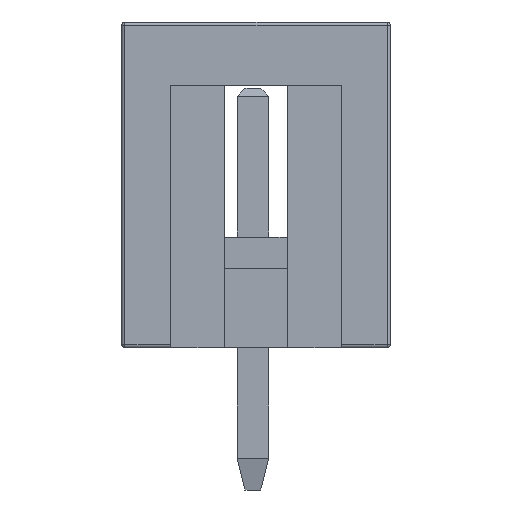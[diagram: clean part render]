
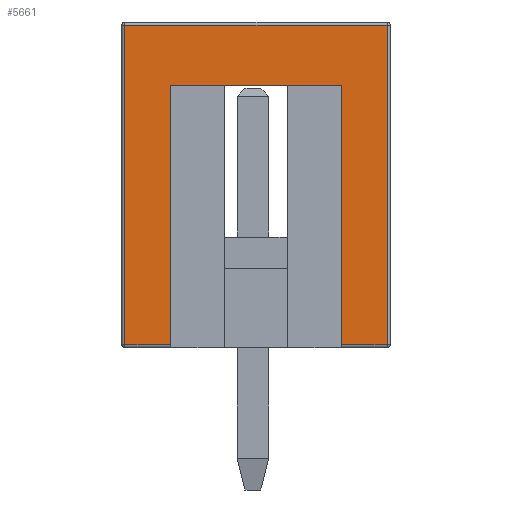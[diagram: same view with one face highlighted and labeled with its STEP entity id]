
A CAD part, left-side view. The second image highlights one B-rep face of the part: STEP entity #5661.
In plain terms, the highlighted planar face has unit normal (-1, 0, 0).
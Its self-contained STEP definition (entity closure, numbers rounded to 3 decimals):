
#2552 = VERTEX_POINT('',#2553);
#2553 = CARTESIAN_POINT('',(-2.8,-4.25,0.1));
#2560 = EDGE_CURVE('',#2552,#2561,#2563,.T.);
#2561 = VERTEX_POINT('',#2562);
#2562 = CARTESIAN_POINT('',(-2.8,-4.25,10.2));
#2563 = LINE('',#2564,#2565);
#2564 = CARTESIAN_POINT('',(-2.8,-4.25,0.));
#2565 = VECTOR('',#2566,1.);
#2566 = DIRECTION('',(0.,0.,1.));
#5661 = ADVANCED_FACE('',(#5662),#5719,.F.);
#5662 = FACE_BOUND('',#5663,.F.);
#5663 = EDGE_LOOP('',(#5664,#5665,#5673,#5681,#5689,#5697,#5705,#5713));
#5664 = ORIENTED_EDGE('',*,*,#2560,.F.);
#5665 = ORIENTED_EDGE('',*,*,#5666,.F.);
#5666 = EDGE_CURVE('',#5667,#2552,#5669,.T.);
#5667 = VERTEX_POINT('',#5668);
#5668 = CARTESIAN_POINT('',(-2.8,-2.8,0.1));
#5669 = LINE('',#5670,#5671);
#5670 = CARTESIAN_POINT('',(-2.8,4.15,0.1));
#5671 = VECTOR('',#5672,1.);
#5672 = DIRECTION('',(0.,-1.,0.));
#5673 = ORIENTED_EDGE('',*,*,#5674,.F.);
#5674 = EDGE_CURVE('',#5675,#5667,#5677,.T.);
#5675 = VERTEX_POINT('',#5676);
#5676 = CARTESIAN_POINT('',(-2.8,-2.8,8.3));
#5677 = LINE('',#5678,#5679);
#5678 = CARTESIAN_POINT('',(-2.8,-2.8,4.15));
#5679 = VECTOR('',#5680,1.);
#5680 = DIRECTION('',(0.,0.,-1.));
#5681 = ORIENTED_EDGE('',*,*,#5682,.F.);
#5682 = EDGE_CURVE('',#5683,#5675,#5685,.T.);
#5683 = VERTEX_POINT('',#5684);
#5684 = CARTESIAN_POINT('',(-2.8,2.6,8.3));
#5685 = LINE('',#5686,#5687);
#5686 = CARTESIAN_POINT('',(-2.8,2.025,8.3));
#5687 = VECTOR('',#5688,1.);
#5688 = DIRECTION('',(0.,-1.,0.));
#5689 = ORIENTED_EDGE('',*,*,#5690,.F.);
#5690 = EDGE_CURVE('',#5691,#5683,#5693,.T.);
#5691 = VERTEX_POINT('',#5692);
#5692 = CARTESIAN_POINT('',(-2.8,2.6,0.1));
#5693 = LINE('',#5694,#5695);
#5694 = CARTESIAN_POINT('',(-2.8,2.6,-4.15));
#5695 = VECTOR('',#5696,1.);
#5696 = DIRECTION('',(0.,0.,1.));
#5697 = ORIENTED_EDGE('',*,*,#5698,.F.);
#5698 = EDGE_CURVE('',#5699,#5691,#5701,.T.);
#5699 = VERTEX_POINT('',#5700);
#5700 = CARTESIAN_POINT('',(-2.8,4.05,0.1));
#5701 = LINE('',#5702,#5703);
#5702 = CARTESIAN_POINT('',(-2.8,4.15,0.1));
#5703 = VECTOR('',#5704,1.);
#5704 = DIRECTION('',(0.,-1.,0.));
#5705 = ORIENTED_EDGE('',*,*,#5706,.T.);
#5706 = EDGE_CURVE('',#5699,#5707,#5709,.T.);
#5707 = VERTEX_POINT('',#5708);
#5708 = CARTESIAN_POINT('',(-2.8,4.05,10.2));
#5709 = LINE('',#5710,#5711);
#5710 = CARTESIAN_POINT('',(-2.8,4.05,0.));
#5711 = VECTOR('',#5712,1.);
#5712 = DIRECTION('',(0.,0.,1.));
#5713 = ORIENTED_EDGE('',*,*,#5714,.T.);
#5714 = EDGE_CURVE('',#5707,#2561,#5715,.T.);
#5715 = LINE('',#5716,#5717);
#5716 = CARTESIAN_POINT('',(-2.8,4.15,10.2));
#5717 = VECTOR('',#5718,1.);
#5718 = DIRECTION('',(0.,-1.,0.));
#5719 = PLANE('',#5720);
#5720 = AXIS2_PLACEMENT_3D('',#5721,#5722,#5723);
#5721 = CARTESIAN_POINT('',(-2.8,4.15,0.));
#5722 = DIRECTION('',(1.,0.,0.));
#5723 = DIRECTION('',(0.,-1.,0.));
